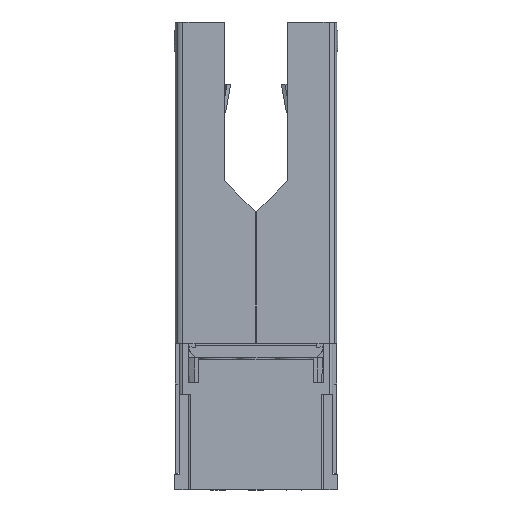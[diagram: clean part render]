
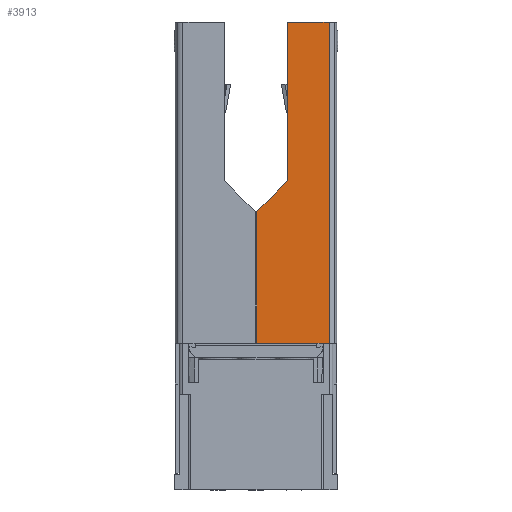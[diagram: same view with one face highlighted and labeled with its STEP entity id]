
A CAD part, front view. The second image highlights one B-rep face of the part: STEP entity #3913.
In plain terms, the highlighted planar face has unit normal (0, -1, 0).
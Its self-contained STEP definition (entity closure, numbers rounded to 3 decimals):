
#3877=AXIS2_PLACEMENT_3D('Plane Axis2P3D',#3874,#3875,#3876) ;
#2951=CARTESIAN_POINT('Vertex',(12.14,0.,36.65)) ;
#2980=CARTESIAN_POINT('Line Origine',(12.14,0.,18.975)) ;
#2984=CARTESIAN_POINT('Vertex',(12.14,0.,11.5)) ;
#3848=CARTESIAN_POINT('Line Origine',(10.523,0.,36.65)) ;
#3852=CARTESIAN_POINT('Vertex',(8.905,0.,36.65)) ;
#3874=CARTESIAN_POINT('Axis2P3D Location',(12.14,0.,36.8)) ;
#3879=CARTESIAN_POINT('Line Origine',(8.905,0.,30.438)) ;
#3883=CARTESIAN_POINT('Vertex',(8.905,0.,24.225)) ;
#3886=CARTESIAN_POINT('Line Origine',(7.693,0.,23.013)) ;
#3890=CARTESIAN_POINT('Vertex',(6.48,0.,21.8)) ;
#3893=CARTESIAN_POINT('Line Origine',(6.48,0.,16.65)) ;
#3897=CARTESIAN_POINT('Vertex',(6.48,0.,11.5)) ;
#3900=CARTESIAN_POINT('Line Origine',(9.31,0.,11.5)) ;
#2981=DIRECTION('Vector Direction',(0.,0.,1.)) ;
#3849=DIRECTION('Vector Direction',(-1.,0.,0.)) ;
#3875=DIRECTION('Axis2P3D Direction',(0.,1.,-0.)) ;
#3876=DIRECTION('Axis2P3D XDirection',(-1.,0.,0.)) ;
#3880=DIRECTION('Vector Direction',(0.,0.,1.)) ;
#3887=DIRECTION('Vector Direction',(0.707,0.,0.707)) ;
#3894=DIRECTION('Vector Direction',(0.,0.,1.)) ;
#3901=DIRECTION('Vector Direction',(-1.,0.,0.)) ;
#2982=VECTOR('Line Direction',#2981,1.) ;
#3850=VECTOR('Line Direction',#3849,1.) ;
#3881=VECTOR('Line Direction',#3880,1.) ;
#3888=VECTOR('Line Direction',#3887,1.) ;
#3895=VECTOR('Line Direction',#3894,1.) ;
#3902=VECTOR('Line Direction',#3901,1.) ;
#3906=ORIENTED_EDGE('',*,*,#3854,.T.) ;
#3907=ORIENTED_EDGE('',*,*,#3885,.F.) ;
#3908=ORIENTED_EDGE('',*,*,#3892,.F.) ;
#3909=ORIENTED_EDGE('',*,*,#3899,.F.) ;
#3910=ORIENTED_EDGE('',*,*,#3904,.F.) ;
#3911=ORIENTED_EDGE('',*,*,#2986,.T.) ;
#3913=ADVANCED_FACE('V1.1',(#3912),#3878,.F.) ;
#2986=EDGE_CURVE('',#2985,#2952,#2983,.T.) ;
#3854=EDGE_CURVE('',#2952,#3853,#3851,.T.) ;
#3885=EDGE_CURVE('',#3884,#3853,#3882,.T.) ;
#3892=EDGE_CURVE('',#3891,#3884,#3889,.T.) ;
#3899=EDGE_CURVE('',#3898,#3891,#3896,.T.) ;
#3904=EDGE_CURVE('',#2985,#3898,#3903,.T.) ;
#3905=EDGE_LOOP('',(#3906,#3907,#3908,#3909,#3910,#3911)) ;
#3912=FACE_OUTER_BOUND('',#3905,.T.) ;
#2983=LINE('Line',#2980,#2982) ;
#3851=LINE('Line',#3848,#3850) ;
#3882=LINE('Line',#3879,#3881) ;
#3889=LINE('Line',#3886,#3888) ;
#3896=LINE('Line',#3893,#3895) ;
#3903=LINE('Line',#3900,#3902) ;
#3878=PLANE('',#3877) ;
#2952=VERTEX_POINT('',#2951) ;
#2985=VERTEX_POINT('',#2984) ;
#3853=VERTEX_POINT('',#3852) ;
#3884=VERTEX_POINT('',#3883) ;
#3891=VERTEX_POINT('',#3890) ;
#3898=VERTEX_POINT('',#3897) ;
